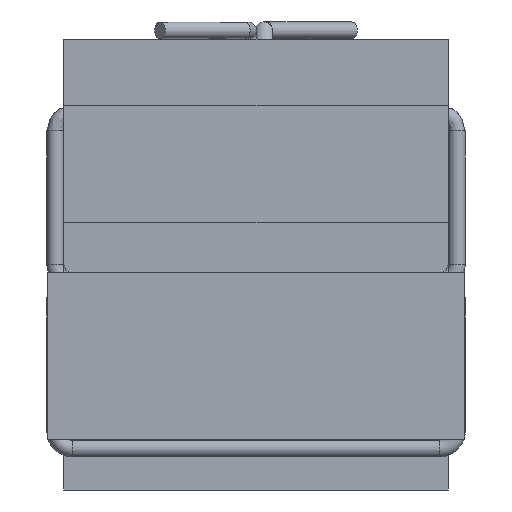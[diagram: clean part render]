
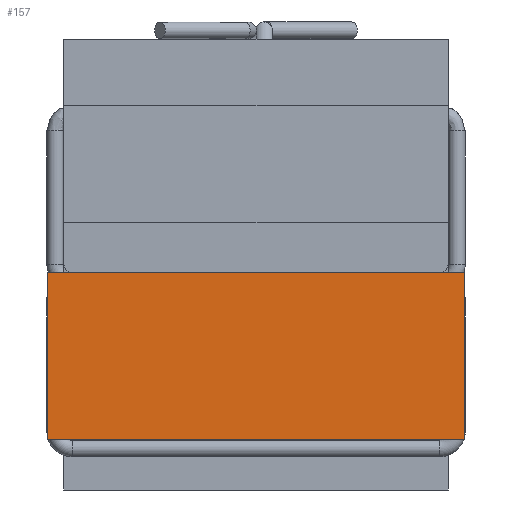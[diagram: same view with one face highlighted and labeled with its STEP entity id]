
A CAD part, left-side view. The second image highlights one B-rep face of the part: STEP entity #157.
In plain terms, the highlighted planar face has unit normal (-1, 0, 0).
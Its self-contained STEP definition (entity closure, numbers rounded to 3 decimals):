
#157 = ADVANCED_FACE( '', ( #309 ), #310, .F. );
#309 = FACE_OUTER_BOUND( '', #479, .T. );
#310 = PLANE( '', #480 );
#479 = EDGE_LOOP( '', ( #1004, #1005, #1006, #1007 ) );
#480 = AXIS2_PLACEMENT_3D( '', #1008, #1009, #1010 );
#1004 = ORIENTED_EDGE( '', *, *, #1737, .T. );
#1005 = ORIENTED_EDGE( '', *, *, #1805, .F. );
#1006 = ORIENTED_EDGE( '', *, *, #1806, .F. );
#1007 = ORIENTED_EDGE( '', *, *, #1807, .T. );
#1008 = CARTESIAN_POINT( '', ( -1., 0.625, 0.5 ) );
#1009 = DIRECTION( '', ( 1., 0., 0. ) );
#1010 = DIRECTION( '', ( 0., 0., -1. ) );
#1737 = EDGE_CURVE( '', #5956, #5957, #5958, .T. );
#1805 = EDGE_CURVE( '', #6054, #5957, #6055, .T. );
#1806 = EDGE_CURVE( '', #6056, #6054, #6057, .T. );
#1807 = EDGE_CURVE( '', #6056, #5956, #6058, .T. );
#5956 = VERTEX_POINT( '', #7136 );
#5957 = VERTEX_POINT( '', #7137 );
#5958 = LINE( '', #7138, #7139 );
#6054 = VERTEX_POINT( '', #7334 );
#6055 = LINE( '', #7335, #7336 );
#6056 = VERTEX_POINT( '', #7337 );
#6057 = LINE( '', #7338, #7339 );
#6058 = LINE( '', #7340, #7341 );
#7136 = CARTESIAN_POINT( '', ( -1., 0.625, 0. ) );
#7137 = CARTESIAN_POINT( '', ( -1., -0.625, 0. ) );
#7138 = CARTESIAN_POINT( '', ( -1., 0.625, 0. ) );
#7139 = VECTOR( '', #7622, 1000. );
#7334 = CARTESIAN_POINT( '', ( -1., -0.625, 0.5 ) );
#7335 = CARTESIAN_POINT( '', ( -1., -0.625, 0.5 ) );
#7336 = VECTOR( '', #7642, 1000. );
#7337 = CARTESIAN_POINT( '', ( -1., 0.625, 0.5 ) );
#7338 = CARTESIAN_POINT( '', ( -1., 0.625, 0.5 ) );
#7339 = VECTOR( '', #7643, 1000. );
#7340 = CARTESIAN_POINT( '', ( -1., 0.625, 0.5 ) );
#7341 = VECTOR( '', #7644, 1000. );
#7622 = DIRECTION( '', ( 0., -1., 0. ) );
#7642 = DIRECTION( '', ( 0., 0., -1. ) );
#7643 = DIRECTION( '', ( 0., -1., 0. ) );
#7644 = DIRECTION( '', ( 0., 0., -1. ) );
